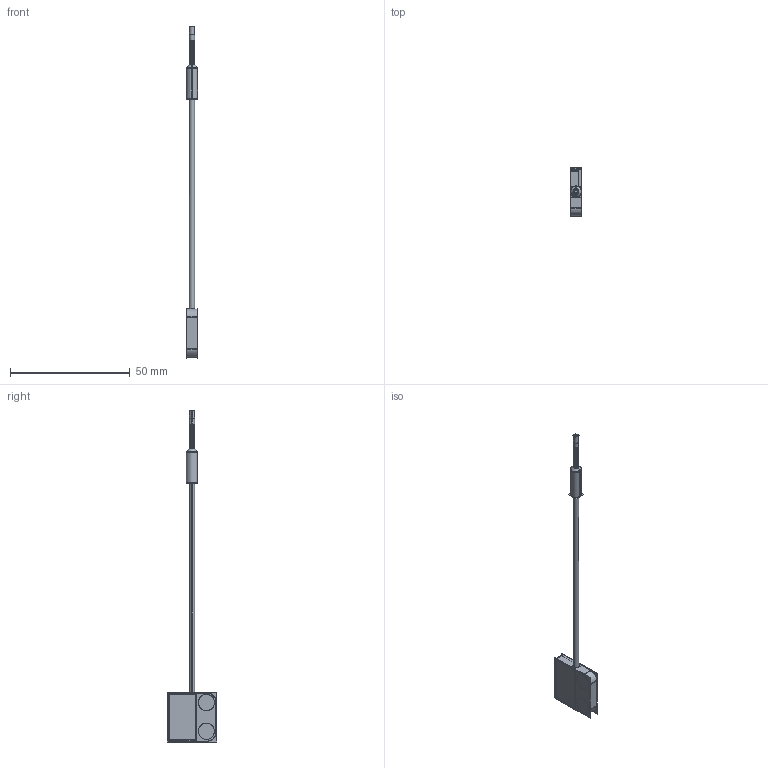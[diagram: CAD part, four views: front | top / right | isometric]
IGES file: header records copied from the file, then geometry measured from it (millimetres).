
Start section:  PTC IGES file: 193959.igs
Global section: file name: 193959.igs; native system: Creo Parametric by Parametric Technology Corporation; preprocessor: 2013230; author: pdmadmin; organization: Unknown; date: 20160309.110347; units: millimetre
Bounding box: 4.61 x 20.79 x 138.34 mm (x, y, z)
Volume: 2025.6 mm3; surface area: 22188.4 mm2
Topology: 27 solids, 27 shells, 1030 faces, 5282 edges, 6854 vertices
Faces by surface type: revolution 830, bspline 200
